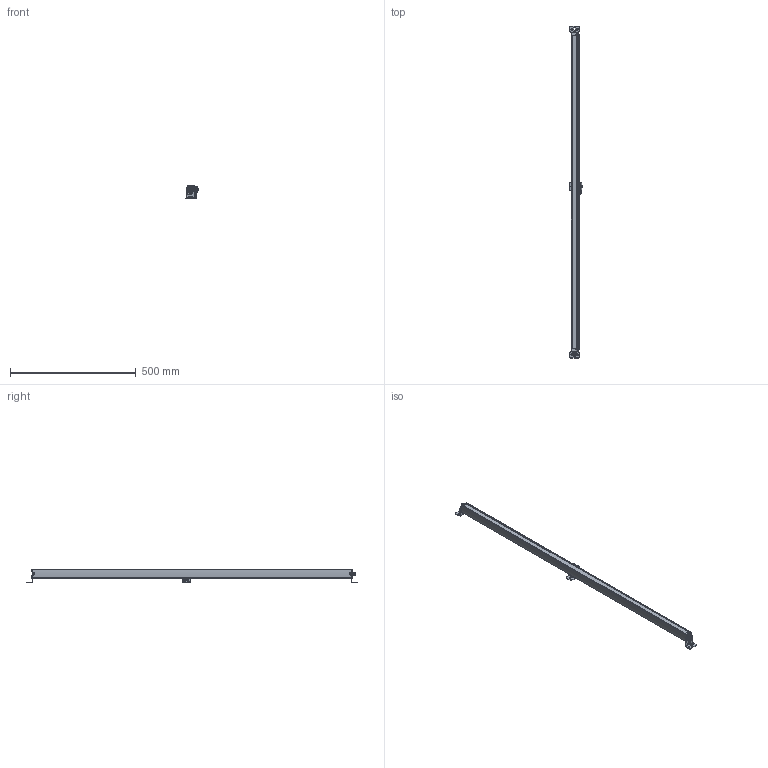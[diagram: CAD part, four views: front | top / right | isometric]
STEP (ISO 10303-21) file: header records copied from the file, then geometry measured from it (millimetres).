
FILE_DESCRIPTION((''),'2;1');
FILE_NAME('139584_SM01_ASM','2023-04-13T13:29:53',('banengservice'),('BANNER ENGINEERING'),'CREO PARAMETRIC BY PTC INC, 2022414','CREO PARAMETRIC BY PTC INC, 2022414','');
FILE_SCHEMA(('CONFIG_CONTROL_DESIGN'));
Products named in the file (7): 139584_EP01; 60139; 137997; 58892; 138766; 137998; 139584_SM01_ASM
Assembly tree (12 placements, depth 2):
  139584_SM01_ASM
    139584_EP01
    60139
    137997
    58892  x6
    138766
    137998  x2
Bounding box: 53.4 x 1319 x 52.49 mm (x, y, z)
Volume: 1285655.7 mm3; surface area: 299007 mm2
Topology: 12 solids, 13 shells, 2885 faces, 8579 edges, 5588 vertices
Faces by surface type: plane 1777, cylinder 798, bspline 196, torus 46, cone 36, sphere 32
Entity records: 123810 total; most frequent: CARTESIAN_POINT 66194, ORIENTED_EDGE 13238, DIRECTION 10382, EDGE_CURVE 6621, VECTOR 4356, LINE 4356, VERTEX_POINT 4310, AXIS2_PLACEMENT_3D 3013
